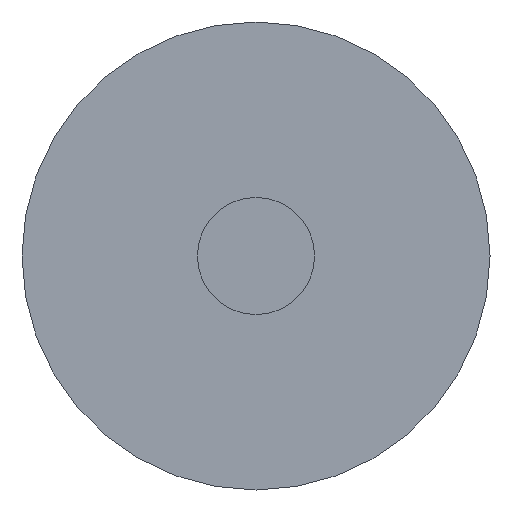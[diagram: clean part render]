
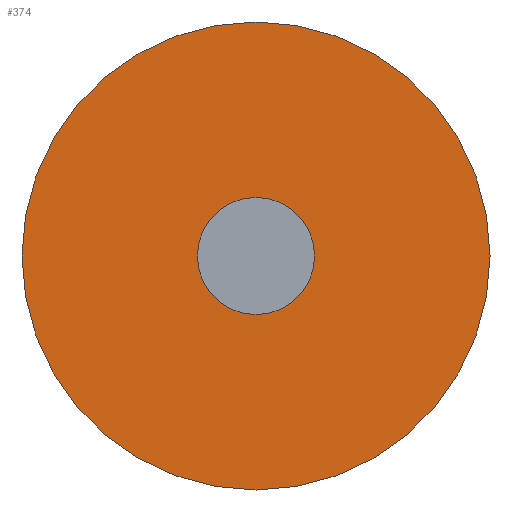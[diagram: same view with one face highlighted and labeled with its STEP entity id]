
A CAD part, front view. The second image highlights one B-rep face of the part: STEP entity #374.
In plain terms, the highlighted planar face has unit normal (0, -1, 0).
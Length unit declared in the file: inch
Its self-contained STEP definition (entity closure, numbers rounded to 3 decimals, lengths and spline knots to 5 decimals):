
#63 = DIRECTION ( 'NONE',  ( 0., 1., 0. ) ) ;
#71 = AXIS2_PLACEMENT_3D ( 'NONE', #266, #63, #549 ) ;
#74 = DIRECTION ( 'NONE',  ( 0., 1., 0. ) ) ;
#79 = CARTESIAN_POINT ( 'NONE',  ( 0., -0.1875, 0. ) ) ;
#89 = VERTEX_POINT ( 'NONE', #355 ) ;
#90 = ORIENTED_EDGE ( 'NONE', *, *, #697, .F. ) ;
#157 = FACE_OUTER_BOUND ( 'NONE', #459, .T. ) ;
#168 = PLANE ( 'NONE',  #71 ) ;
#188 = DIRECTION ( 'NONE',  ( 0., 0., 1. ) ) ;
#235 = AXIS2_PLACEMENT_3D ( 'NONE', #601, #700, #318 ) ;
#266 = CARTESIAN_POINT ( 'NONE',  ( 0., -0.1875, 0. ) ) ;
#305 = VERTEX_POINT ( 'NONE', #696 ) ;
#318 = DIRECTION ( 'NONE',  ( 0., 0., 1. ) ) ;
#355 = CARTESIAN_POINT ( 'NONE',  ( 0., -0.1875, 0.1 ) ) ;
#374 = ADVANCED_FACE ( 'NONE', ( #157 ), #168, .F. ) ;
#406 = AXIS2_PLACEMENT_3D ( 'NONE', #79, #74, #188 ) ;
#459 = EDGE_LOOP ( 'NONE', ( #582, #90 ) ) ;
#549 = DIRECTION ( 'NONE',  ( 0., 0., 1. ) ) ;
#550 = CIRCLE ( 'NONE', #406, 0.1 ) ;
#576 = CIRCLE ( 'NONE', #235, 0.1 ) ;
#577 = EDGE_CURVE ( 'NONE', #305, #89, #576, .T. ) ;
#582 = ORIENTED_EDGE ( 'NONE', *, *, #577, .F. ) ;
#601 = CARTESIAN_POINT ( 'NONE',  ( 0., -0.1875, 0. ) ) ;
#696 = CARTESIAN_POINT ( 'NONE',  ( 0., -0.1875, -0.1 ) ) ;
#697 = EDGE_CURVE ( 'NONE', #89, #305, #550, .T. ) ;
#700 = DIRECTION ( 'NONE',  ( 0., 1., 0. ) ) ;
